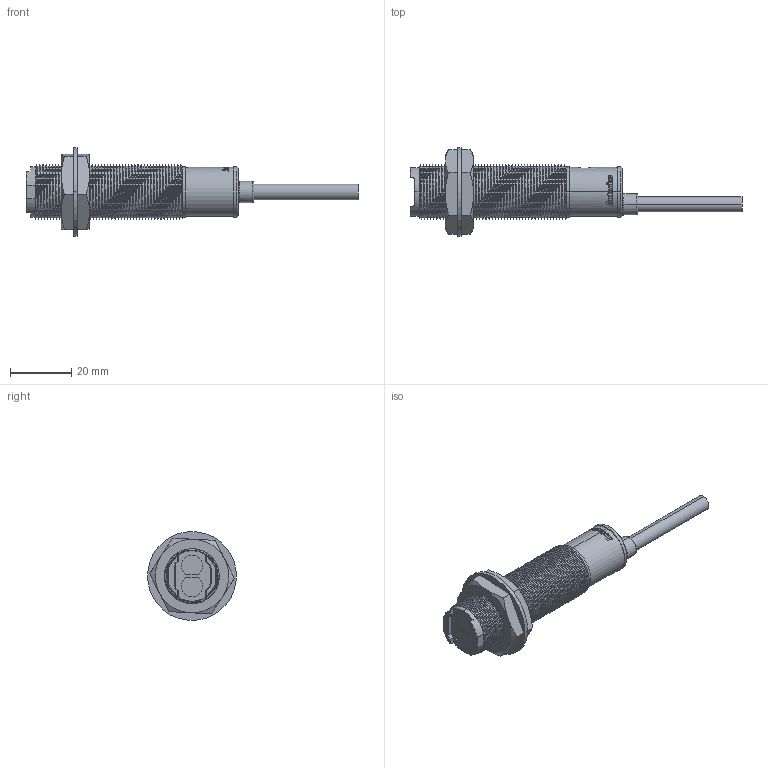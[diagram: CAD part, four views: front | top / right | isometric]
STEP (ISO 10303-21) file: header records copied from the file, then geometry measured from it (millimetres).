
FILE_DESCRIPTION (( 'STEP AP214' ), '1' );
FILE_NAME ('BR100-DDT_BR100-DDT-P_BR200-DDTN_BR200-DDTN-P_BR400-DDT_(1).STEP', '2019-07-01T06:46:15', ( '10118109' ), ( '' ), 'SwSTEP 2.0', 'SolidWorks 2018', '' );
FILE_SCHEMA (( 'AUTOMOTIVE_DESIGN' ));
Length unit declared in the file: millimetre
Products named in the file (1): BR100-DDT_BR100-DDT-P_BR200-DDTN_BR200-DDTN-P_BR400-DDT_(1)
Bounding box: 108.3 x 29 x 29 mm (x, y, z)
Volume: 18191.2 mm3; surface area: 9326.1 mm2
Topology: 4 solids, 4 shells, 402 faces, 1079 edges, 707 vertices
Faces by surface type: cylinder 210, plane 131, bspline 27, cone 21, torus 13
Entity records: 31248 total; most frequent: CARTESIAN_POINT 17573, ORIENTED_EDGE 2158, DIRECTION 1686, EDGE_CURVE 1079, VERTEX_POINT 707, AXIS2_PLACEMENT_3D 619, LINE 448, VECTOR 448
